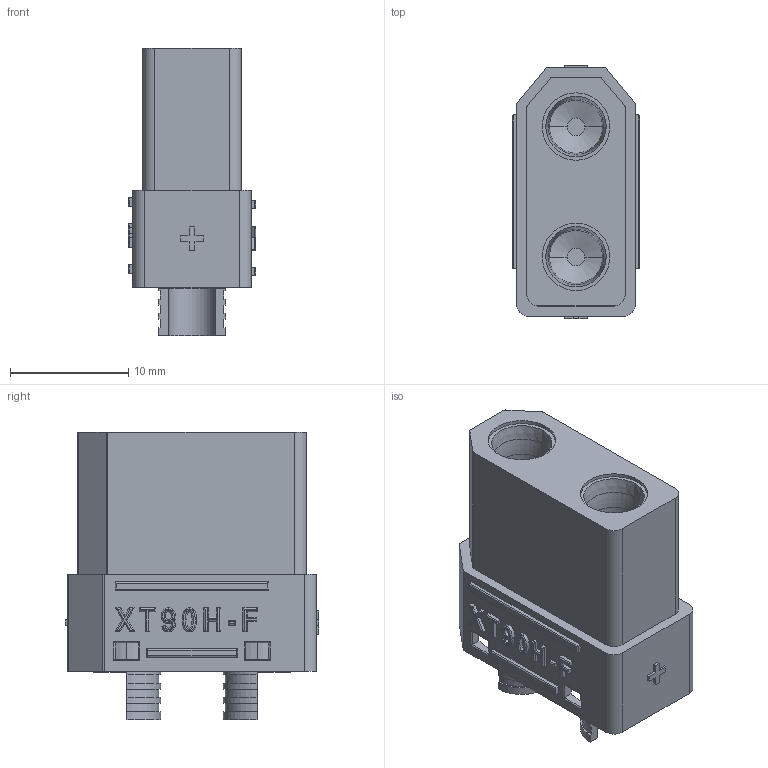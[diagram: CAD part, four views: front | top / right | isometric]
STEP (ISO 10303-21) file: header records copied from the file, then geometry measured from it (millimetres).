
FILE_DESCRIPTION (( 'STEP AP214' ), '1' );
FILE_NAME ('XT90H-F SBORKA.STEP', '2021-04-24T13:37:56', ( 'Alien' ), ( '' ), 'SwSTEP 2.0', 'SolidWorks 2017', '' );
FILE_SCHEMA (( 'AUTOMOTIVE_DESIGN' ));
Length unit declared in the file: millimetre
Products named in the file (3): XT90H-F pin; XT90H-F body; XT90H-F SBORKA
Assembly tree (3 placements, depth 2):
  XT90H-F SBORKA
    XT90H-F body
    XT90H-F pin  x2
Bounding box: 10.8 x 21.4 x 24.3 mm (x, y, z)
Volume: 2677.9 mm3; surface area: 3886.3 mm2
Topology: 3 solids, 3 shells, 480 faces, 1154 edges, 706 vertices
Faces by surface type: plane 212, cylinder 172, bspline 80, cone 12, torus 4
Entity records: 17676 total; most frequent: CARTESIAN_POINT 8105, ORIENTED_EDGE 2152, DIRECTION 1638, EDGE_CURVE 1076, LINE 696, VECTOR 696, VERTEX_POINT 658, EDGE_LOOP 484
